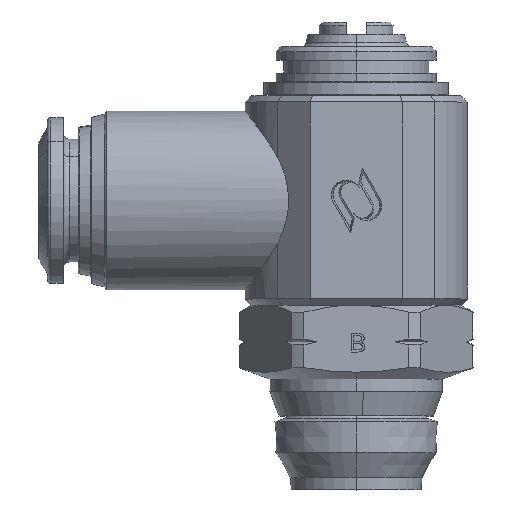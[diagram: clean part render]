
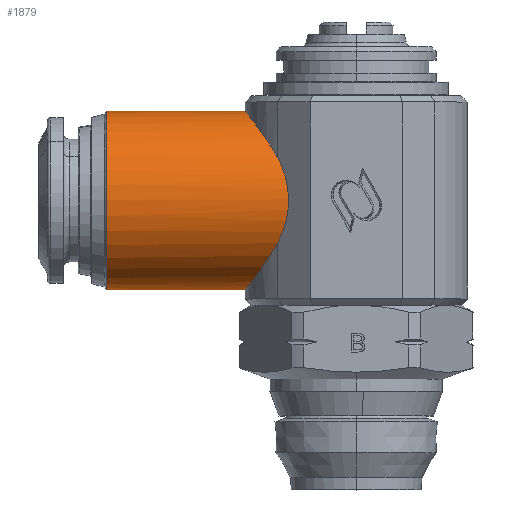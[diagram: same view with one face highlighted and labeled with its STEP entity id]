
A CAD part, top view. The second image highlights one B-rep face of the part: STEP entity #1879.
In plain terms, the highlighted cylindrical face has radius 7.25 mm (diameter 14.5 mm), a partial arc.
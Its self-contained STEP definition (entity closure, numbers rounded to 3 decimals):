
#744 = EDGE_CURVE ( 'NONE', #5160, #5159, #5257, .T. ) ;
#745 = EDGE_CURVE ( 'NONE', #8345, #5163, #6120, .T. ) ;
#746 = EDGE_CURVE ( 'NONE', #8345, #8365, #6119, .T. ) ;
#1220 = LINE ( 'NONE', #4616, #1227 ) ;
#1227 = VECTOR ( 'NONE', #4621, 1000. ) ;
#1229 = LINE ( 'NONE', #4655, #1230 ) ;
#1230 = VECTOR ( 'NONE', #4656, 1000. ) ;
#1879 = ADVANCED_FACE ( 'NONE', ( #7069 ), #7077, .T. ) ;
#2122 = AXIS2_PLACEMENT_3D ( 'NONE', #2392, #2369, #2408 ) ;
#2369 = DIRECTION ( 'NONE',  ( 1., 0., 0. ) ) ;
#2392 = CARTESIAN_POINT ( 'NONE',  ( 0.022, 23.5, 0. ) ) ;
#2408 = DIRECTION ( 'NONE',  ( 0., -1., 0. ) ) ;
#2849 = CARTESIAN_POINT ( 'NONE',  ( -9.022, 30.75, 0. ) ) ;
#2851 = CARTESIAN_POINT ( 'NONE',  ( -20.246, 16.25, 0. ) ) ;
#2853 = CARTESIAN_POINT ( 'NONE',  ( -20.246, 30.75, 0. ) ) ;
#2857 = CARTESIAN_POINT ( 'NONE',  ( -9.022, 16.25, 0. ) ) ;
#3009 = CARTESIAN_POINT ( 'NONE',  ( -7., 18.987, 5.708 ) ) ;
#3010 = CARTESIAN_POINT ( 'NONE',  ( -6.684, 19.481, 6.066 ) ) ;
#3011 = CARTESIAN_POINT ( 'NONE',  ( -5.178, 22.24, 7.572 ) ) ;
#3012 = CARTESIAN_POINT ( 'NONE',  ( -20.246, 23.5, 0. ) ) ;
#3013 = DIRECTION ( 'NONE',  ( 1., 0., 0. ) ) ;
#3014 = DIRECTION ( 'NONE',  ( 0., -1., 0. ) ) ;
#3015 = CARTESIAN_POINT ( 'NONE',  ( -6.386, 20.027, 6.364 ) ) ;
#3016 = CARTESIAN_POINT ( 'NONE',  ( -7.463, 18.308, 5.07 ) ) ;
#3017 = CARTESIAN_POINT ( 'NONE',  ( -7.614, 18.095, 4.842 ) ) ;
#3018 = CARTESIAN_POINT ( 'NONE',  ( -7.901, 17.699, 4.36 ) ) ;
#3019 = CARTESIAN_POINT ( 'NONE',  ( -8.037, 17.516, 4.105 ) ) ;
#3020 = CARTESIAN_POINT ( 'NONE',  ( -8.291, 17.179, 3.565 ) ) ;
#3021 = CARTESIAN_POINT ( 'NONE',  ( -8.409, 17.026, 3.28 ) ) ;
#3022 = CARTESIAN_POINT ( 'NONE',  ( -8.621, 16.753, 2.675 ) ) ;
#3023 = CARTESIAN_POINT ( 'NONE',  ( -8.713, 16.637, 2.361 ) ) ;
#3024 = CARTESIAN_POINT ( 'NONE',  ( -8.863, 16.448, 1.716 ) ) ;
#3025 = CARTESIAN_POINT ( 'NONE',  ( -8.922, 16.375, 1.383 ) ) ;
#3026 = CARTESIAN_POINT ( 'NONE',  ( -9.002, 16.275, 0.697 ) ) ;
#3027 = CARTESIAN_POINT ( 'NONE',  ( -9.022, 16.25, 0.348 ) ) ;
#3028 = CARTESIAN_POINT ( 'NONE',  ( -9.022, 16.25, 0. ) ) ;
#3030 = CARTESIAN_POINT ( 'NONE',  ( -6.386, 20.027, 6.364 ) ) ;
#3032 = CARTESIAN_POINT ( 'NONE',  ( -5.178, 24.76, 7.572 ) ) ;
#3033 = CARTESIAN_POINT ( 'NONE',  ( -6.386, 26.973, 6.364 ) ) ;
#4616 = CARTESIAN_POINT ( 'NONE',  ( 0.022, 30.75, 0. ) ) ;
#4621 = DIRECTION ( 'NONE',  ( 1., 0., 0. ) ) ;
#4655 = CARTESIAN_POINT ( 'NONE',  ( 0.022, 16.25, 0. ) ) ;
#4656 = DIRECTION ( 'NONE',  ( 1., 0., 0. ) ) ;
#5055 = ORIENTED_EDGE ( 'NONE', *, *, #6294, .F. ) ;
#5056 = ORIENTED_EDGE ( 'NONE', *, *, #744, .T. ) ;
#5057 = ORIENTED_EDGE ( 'NONE', *, *, #6298, .T. ) ;
#5058 = ORIENTED_EDGE ( 'NONE', *, *, #745, .F. ) ;
#5059 = ORIENTED_EDGE ( 'NONE', *, *, #746, .T. ) ;
#5060 = ORIENTED_EDGE ( 'NONE', *, *, #8613, .F. ) ;
#5157 = VERTEX_POINT ( 'NONE', #2849 ) ;
#5159 = VERTEX_POINT ( 'NONE', #2851 ) ;
#5160 = VERTEX_POINT ( 'NONE', #2853 ) ;
#5163 = VERTEX_POINT ( 'NONE', #2857 ) ;
#5257 = CIRCLE ( 'NONE', #5379, 7.25 ) ;
#5379 = AXIS2_PLACEMENT_3D ( 'NONE', #3012, #3013, #3014 ) ;
#5658 = CARTESIAN_POINT ( 'NONE',  ( -9.022, 30.75, 0.171 ) ) ;
#5659 = CARTESIAN_POINT ( 'NONE',  ( -9.022, 30.75, 0. ) ) ;
#5662 = CARTESIAN_POINT ( 'NONE',  ( -9.017, 30.744, 0.343 ) ) ;
#5663 = CARTESIAN_POINT ( 'NONE',  ( -8.997, 30.719, 0.688 ) ) ;
#5664 = CARTESIAN_POINT ( 'NONE',  ( -8.982, 30.701, 0.861 ) ) ;
#5665 = CARTESIAN_POINT ( 'NONE',  ( -8.923, 30.627, 1.372 ) ) ;
#5666 = CARTESIAN_POINT ( 'NONE',  ( -8.866, 30.555, 1.703 ) ) ;
#5667 = CARTESIAN_POINT ( 'NONE',  ( -8.716, 30.367, 2.349 ) ) ;
#5668 = CARTESIAN_POINT ( 'NONE',  ( -8.624, 30.25, 2.666 ) ) ;
#5669 = CARTESIAN_POINT ( 'NONE',  ( -8.414, 29.981, 3.267 ) ) ;
#5670 = CARTESIAN_POINT ( 'NONE',  ( -8.297, 29.828, 3.552 ) ) ;
#5671 = CARTESIAN_POINT ( 'NONE',  ( -8.041, 29.49, 4.097 ) ) ;
#5672 = CARTESIAN_POINT ( 'NONE',  ( -7.902, 29.303, 4.357 ) ) ;
#5673 = CARTESIAN_POINT ( 'NONE',  ( -7.614, 28.905, 4.842 ) ) ;
#5674 = CARTESIAN_POINT ( 'NONE',  ( -7.464, 28.693, 5.069 ) ) ;
#5675 = CARTESIAN_POINT ( 'NONE',  ( -7.157, 28.244, 5.491 ) ) ;
#5676 = CARTESIAN_POINT ( 'NONE',  ( -7., 28.005, 5.689 ) ) ;
#5677 = CARTESIAN_POINT ( 'NONE',  ( -6.688, 27.504, 6.052 ) ) ;
#5678 = CARTESIAN_POINT ( 'NONE',  ( -6.534, 27.244, 6.216 ) ) ;
#5679 = CARTESIAN_POINT ( 'NONE',  ( -6.386, 26.973, 6.364 ) ) ;
#6119 =( BOUNDED_CURVE ( )  B_SPLINE_CURVE ( 3, ( #3030, #3011, #3032, #3033 ),
 .UNSPECIFIED., .F., .F. ) 
 B_SPLINE_CURVE_WITH_KNOTS ( ( 4, 4 ),
 ( 5.784, 6.783 ),
 .UNSPECIFIED. ) 
 CURVE ( )  GEOMETRIC_REPRESENTATION_ITEM ( )  RATIONAL_B_SPLINE_CURVE ( ( 1., 0.919, 0.919, 1. ) ) 
 REPRESENTATION_ITEM ( '' )  );
#6120 = B_SPLINE_CURVE_WITH_KNOTS ( 'NONE', 3,
 ( #3015, #3010, #3009, #3016, #3017, #3018, #3019, #3020, #3021, #3022, #3023, #3024, #3025, #3026, #3027, #3028 ),
 .UNSPECIFIED., .F., .F.,
 ( 4, 2, 2, 2, 2, 2, 2, 4 ),
 ( 0.04, 0.042, 0.043, 0.044, 0.045, 0.046, 0.047, 0.048 ),
 .UNSPECIFIED. ) ;
#6294 = EDGE_CURVE ( 'NONE', #5160, #5157, #1220, .T. ) ;
#6298 = EDGE_CURVE ( 'NONE', #5159, #5163, #1229, .T. ) ;
#7069 = FACE_OUTER_BOUND ( 'NONE', #8267, .T. ) ;
#7077 = CYLINDRICAL_SURFACE ( 'NONE', #2122, 7.25 ) ;
#8036 = B_SPLINE_CURVE_WITH_KNOTS ( 'NONE', 3,
 ( #5659, #5658, #5662, #5663, #5664, #5665, #5666, #5667, #5668, #5669, #5670, #5671, #5672, #5673, #5674, #5675, #5676, #5677, #5678, #5679 ),
 .UNSPECIFIED., .F., .F.,
 ( 4, 2, 2, 2, 2, 2, 2, 2, 2, 4 ),
 ( 0.024, 0.025, 0.025, 0.026, 0.027, 0.028, 0.029, 0.03, 0.031, 0.032 ),
 .UNSPECIFIED. ) ;
#8267 = EDGE_LOOP ( 'NONE', ( #5055, #5056, #5057, #5058, #5059, #5060 ) ) ;
#8345 = VERTEX_POINT ( 'NONE', #9192 ) ;
#8365 = VERTEX_POINT ( 'NONE', #9212 ) ;
#8613 = EDGE_CURVE ( 'NONE', #5157, #8365, #8036, .T. ) ;
#9192 = CARTESIAN_POINT ( 'NONE',  ( -6.386, 20.027, 6.364 ) ) ;
#9212 = CARTESIAN_POINT ( 'NONE',  ( -6.386, 26.973, 6.364 ) ) ;
